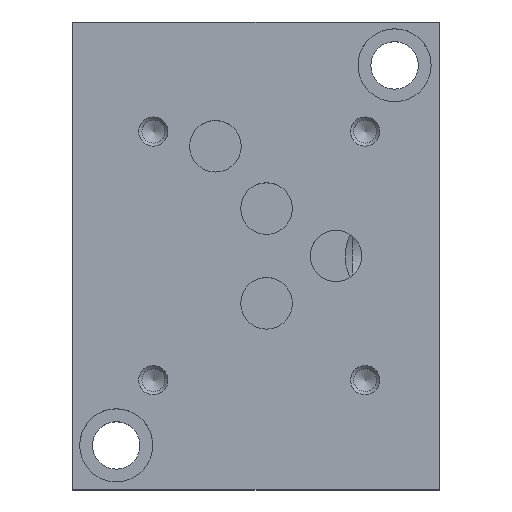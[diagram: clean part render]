
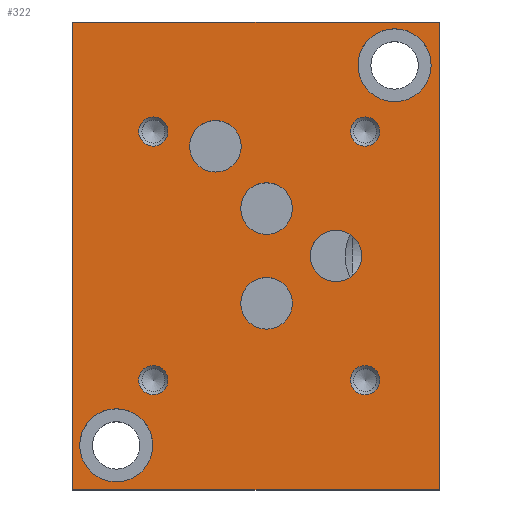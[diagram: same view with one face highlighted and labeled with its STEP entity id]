
A CAD part, top view. The second image highlights one B-rep face of the part: STEP entity #322.
In plain terms, the highlighted planar face has unit normal (0, 0, 1).
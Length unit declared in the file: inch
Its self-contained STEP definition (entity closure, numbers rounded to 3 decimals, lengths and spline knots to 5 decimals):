
#322 = ADVANCED_FACE( '', ( #804, #805, #806, #807, #808, #809, #810, #811, #812, #813, #814 ), #815, .F. );
#804 = FACE_BOUND( '', #1483, .T. );
#805 = FACE_BOUND( '', #1484, .T. );
#806 = FACE_BOUND( '', #1485, .T. );
#807 = FACE_BOUND( '', #1486, .T. );
#808 = FACE_BOUND( '', #1487, .T. );
#809 = FACE_BOUND( '', #1488, .T. );
#810 = FACE_BOUND( '', #1489, .T. );
#811 = FACE_BOUND( '', #1490, .T. );
#812 = FACE_BOUND( '', #1491, .T. );
#813 = FACE_BOUND( '', #1492, .T. );
#814 = FACE_OUTER_BOUND( '', #1493, .T. );
#815 = PLANE( '', #1494 );
#1483 = EDGE_LOOP( '', ( #2387 ) );
#1484 = EDGE_LOOP( '', ( #2388 ) );
#1485 = EDGE_LOOP( '', ( #2389 ) );
#1486 = EDGE_LOOP( '', ( #2390 ) );
#1487 = EDGE_LOOP( '', ( #2391 ) );
#1488 = EDGE_LOOP( '', ( #2392 ) );
#1489 = EDGE_LOOP( '', ( #2393 ) );
#1490 = EDGE_LOOP( '', ( #2394 ) );
#1491 = EDGE_LOOP( '', ( #2395 ) );
#1492 = EDGE_LOOP( '', ( #2396 ) );
#1493 = EDGE_LOOP( '', ( #2397, #2398, #2399, #2400 ) );
#1494 = AXIS2_PLACEMENT_3D( '', #2401, #2402, #2403 );
#2387 = ORIENTED_EDGE( '', *, *, #3988, .T. );
#2388 = ORIENTED_EDGE( '', *, *, #4007, .T. );
#2389 = ORIENTED_EDGE( '', *, *, #4008, .F. );
#2390 = ORIENTED_EDGE( '', *, *, #4009, .F. );
#2391 = ORIENTED_EDGE( '', *, *, #4010, .F. );
#2392 = ORIENTED_EDGE( '', *, *, #4011, .F. );
#2393 = ORIENTED_EDGE( '', *, *, #4012, .F. );
#2394 = ORIENTED_EDGE( '', *, *, #4013, .F. );
#2395 = ORIENTED_EDGE( '', *, *, #3990, .F. );
#2396 = ORIENTED_EDGE( '', *, *, #3881, .F. );
#2397 = ORIENTED_EDGE( '', *, *, #3943, .T. );
#2398 = ORIENTED_EDGE( '', *, *, #4014, .F. );
#2399 = ORIENTED_EDGE( '', *, *, #4015, .F. );
#2400 = ORIENTED_EDGE( '', *, *, #4016, .T. );
#2401 = CARTESIAN_POINT( '', ( 3.13, 4., 1.25 ) );
#2402 = DIRECTION( '', ( 0., 0., -1. ) );
#2403 = DIRECTION( '', ( -1., 0., 0. ) );
#3881 = EDGE_CURVE( '', #4648, #4648, #4649, .T. );
#3943 = EDGE_CURVE( '', #4754, #4758, #4760, .T. );
#3988 = EDGE_CURVE( '', #4832, #4832, #4833, .T. );
#3990 = EDGE_CURVE( '', #4835, #4835, #4836, .T. );
#4007 = EDGE_CURVE( '', #4861, #4861, #4862, .T. );
#4008 = EDGE_CURVE( '', #4863, #4863, #4864, .T. );
#4009 = EDGE_CURVE( '', #4865, #4865, #4866, .T. );
#4010 = EDGE_CURVE( '', #4867, #4867, #4868, .T. );
#4011 = EDGE_CURVE( '', #4869, #4869, #4870, .T. );
#4012 = EDGE_CURVE( '', #4871, #4871, #4872, .T. );
#4013 = EDGE_CURVE( '', #4873, #4873, #4874, .T. );
#4014 = EDGE_CURVE( '', #4875, #4758, #4876, .T. );
#4015 = EDGE_CURVE( '', #4877, #4875, #4878, .T. );
#4016 = EDGE_CURVE( '', #4877, #4754, #4879, .T. );
#4648 = VERTEX_POINT( '', #5726 );
#4649 = CIRCLE( '', #5727, 0.2205 );
#4754 = VERTEX_POINT( '', #5896 );
#4758 = VERTEX_POINT( '', #5902 );
#4760 = LINE( '', #5905, #5906 );
#4832 = VERTEX_POINT( '', #6000 );
#4833 = CIRCLE( '', #6001, 0.3125 );
#4835 = VERTEX_POINT( '', #6003 );
#4836 = CIRCLE( '', #6004, 0.2205 );
#4861 = VERTEX_POINT( '', #6037 );
#4862 = CIRCLE( '', #6038, 0.3125 );
#4863 = VERTEX_POINT( '', #6039 );
#4864 = CIRCLE( '', #6040, 0.125 );
#4865 = VERTEX_POINT( '', #6041 );
#4866 = CIRCLE( '', #6042, 0.125 );
#4867 = VERTEX_POINT( '', #6043 );
#4868 = CIRCLE( '', #6044, 0.125 );
#4869 = VERTEX_POINT( '', #6045 );
#4870 = CIRCLE( '', #6046, 0.125 );
#4871 = VERTEX_POINT( '', #6047 );
#4872 = CIRCLE( '', #6048, 0.2205 );
#4873 = VERTEX_POINT( '', #6049 );
#4874 = CIRCLE( '', #6050, 0.2205 );
#4875 = VERTEX_POINT( '', #6051 );
#4876 = LINE( '', #6052, #6053 );
#4877 = VERTEX_POINT( '', #6054 );
#4878 = LINE( '', #6055, #6056 );
#4879 = LINE( '', #6057, #6058 );
#5726 = CARTESIAN_POINT( '', ( 2.4705, 2., 1.25 ) );
#5727 = AXIS2_PLACEMENT_3D( '', #7021, #7022, #7023 );
#5896 = CARTESIAN_POINT( '', ( 0., 4., 1.25 ) );
#5902 = CARTESIAN_POINT( '', ( 0., 0., 1.25 ) );
#5905 = CARTESIAN_POINT( '', ( 0., 4., 1.25 ) );
#5906 = VECTOR( '', #7091, 39.37008 );
#6000 = CARTESIAN_POINT( '', ( 2.4375, 3.63, 1.25 ) );
#6001 = AXIS2_PLACEMENT_3D( '', #7144, #7145, #7146 );
#6003 = CARTESIAN_POINT( '', ( 1.4385, 2.937, 1.25 ) );
#6004 = AXIS2_PLACEMENT_3D( '', #7147, #7148, #7149 );
#6037 = CARTESIAN_POINT( '', ( 0.0575, 0.38, 1.25 ) );
#6038 = AXIS2_PLACEMENT_3D( '', #7167, #7168, #7169 );
#6039 = CARTESIAN_POINT( '', ( 0.812, 3.063, 1.25 ) );
#6040 = AXIS2_PLACEMENT_3D( '', #7170, #7171, #7172 );
#6041 = CARTESIAN_POINT( '', ( 0.812, 0.937, 1.25 ) );
#6042 = AXIS2_PLACEMENT_3D( '', #7173, #7174, #7175 );
#6043 = CARTESIAN_POINT( '', ( 2.623, 0.937, 1.25 ) );
#6044 = AXIS2_PLACEMENT_3D( '', #7176, #7177, #7178 );
#6045 = CARTESIAN_POINT( '', ( 2.623, 3.063, 1.25 ) );
#6046 = AXIS2_PLACEMENT_3D( '', #7179, #7180, #7181 );
#6047 = CARTESIAN_POINT( '', ( 1.8755, 1.594, 1.25 ) );
#6048 = AXIS2_PLACEMENT_3D( '', #7182, #7183, #7184 );
#6049 = CARTESIAN_POINT( '', ( 1.8755, 2.405, 1.25 ) );
#6050 = AXIS2_PLACEMENT_3D( '', #7185, #7186, #7187 );
#6051 = CARTESIAN_POINT( '', ( 3.13, 0., 1.25 ) );
#6052 = CARTESIAN_POINT( '', ( 3.13, 0., 1.25 ) );
#6053 = VECTOR( '', #7188, 39.37008 );
#6054 = CARTESIAN_POINT( '', ( 3.13, 4., 1.25 ) );
#6055 = CARTESIAN_POINT( '', ( 3.13, 4., 1.25 ) );
#6056 = VECTOR( '', #7189, 39.37008 );
#6057 = CARTESIAN_POINT( '', ( 3.13, 4., 1.25 ) );
#6058 = VECTOR( '', #7190, 39.37008 );
#7021 = CARTESIAN_POINT( '', ( 2.25, 2., 1.25 ) );
#7022 = DIRECTION( '', ( 0., 0., 1. ) );
#7023 = DIRECTION( '', ( 1., 0., 0. ) );
#7091 = DIRECTION( '', ( 0., -1., 0. ) );
#7144 = CARTESIAN_POINT( '', ( 2.75, 3.63, 1.25 ) );
#7145 = DIRECTION( '', ( 0., 0., -1. ) );
#7146 = DIRECTION( '', ( -1., 0., 0. ) );
#7147 = CARTESIAN_POINT( '', ( 1.218, 2.937, 1.25 ) );
#7148 = DIRECTION( '', ( 0., 0., 1. ) );
#7149 = DIRECTION( '', ( 1., 0., 0. ) );
#7167 = CARTESIAN_POINT( '', ( 0.37, 0.38, 1.25 ) );
#7168 = DIRECTION( '', ( 0., 0., -1. ) );
#7169 = DIRECTION( '', ( -1., 0., 0. ) );
#7170 = CARTESIAN_POINT( '', ( 0.687, 3.063, 1.25 ) );
#7171 = DIRECTION( '', ( 0., 0., 1. ) );
#7172 = DIRECTION( '', ( 1., 0., 0. ) );
#7173 = CARTESIAN_POINT( '', ( 0.687, 0.937, 1.25 ) );
#7174 = DIRECTION( '', ( 0., 0., 1. ) );
#7175 = DIRECTION( '', ( 1., 0., 0. ) );
#7176 = CARTESIAN_POINT( '', ( 2.498, 0.937, 1.25 ) );
#7177 = DIRECTION( '', ( 0., 0., 1. ) );
#7178 = DIRECTION( '', ( 1., 0., 0. ) );
#7179 = CARTESIAN_POINT( '', ( 2.498, 3.063, 1.25 ) );
#7180 = DIRECTION( '', ( 0., 0., 1. ) );
#7181 = DIRECTION( '', ( 1., 0., 0. ) );
#7182 = CARTESIAN_POINT( '', ( 1.655, 1.594, 1.25 ) );
#7183 = DIRECTION( '', ( 0., 0., 1. ) );
#7184 = DIRECTION( '', ( 1., 0., 0. ) );
#7185 = CARTESIAN_POINT( '', ( 1.655, 2.405, 1.25 ) );
#7186 = DIRECTION( '', ( 0., 0., 1. ) );
#7187 = DIRECTION( '', ( 1., 0., 0. ) );
#7188 = DIRECTION( '', ( -1., 0., 0. ) );
#7189 = DIRECTION( '', ( 0., -1., 0. ) );
#7190 = DIRECTION( '', ( -1., 0., 0. ) );
